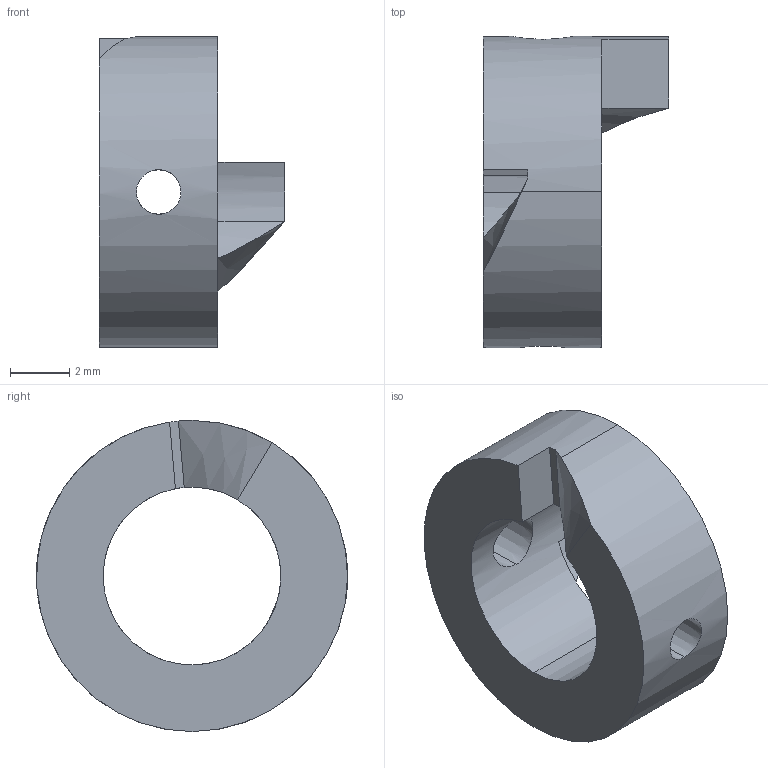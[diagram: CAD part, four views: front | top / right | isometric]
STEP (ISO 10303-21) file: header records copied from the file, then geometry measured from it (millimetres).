
FILE_DESCRIPTION (( 'STEP AP214' ), '1' );
FILE_NAME ('Accumulator - Axle Follower.STEP', '2025-07-06T08:34:40', ( '' ), ( '' ), 'SwSTEP 2.0', 'SolidWorks 2025', '' );
FILE_SCHEMA (( 'AUTOMOTIVE_DESIGN' ));
Length unit declared in the file: millimetre
Products named in the file (1): Accumulator - Axle Follower
Bounding box: 6.25 x 10.5 x 10.5 mm (x, y, z)
Volume: 232.4 mm3; surface area: 360.1 mm2
Topology: 1 solids, 1 shells, 18 faces, 54 edges, 38 vertices
Faces by surface type: plane 6, cone 4, cylinder 4, bspline 4
Entity records: 921 total; most frequent: CARTESIAN_POINT 437, ORIENTED_EDGE 104, DIRECTION 82, EDGE_CURVE 52, VERTEX_POINT 34, AXIS2_PLACEMENT_3D 31, EDGE_LOOP 22, VECTOR 20
